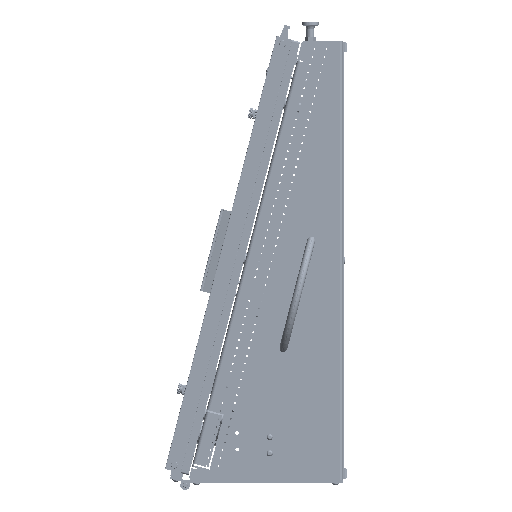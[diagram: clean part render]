
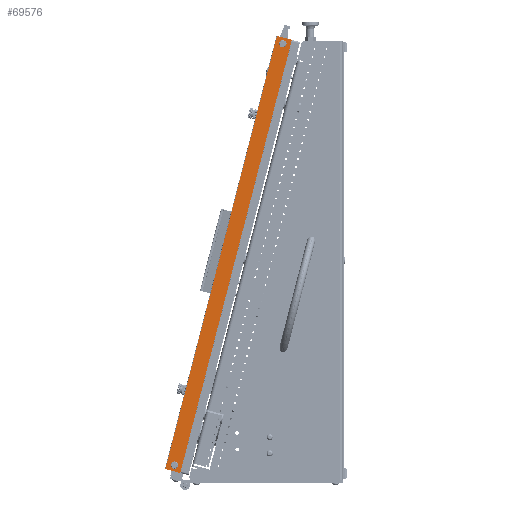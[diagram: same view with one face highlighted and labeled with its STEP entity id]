
A CAD part, left-side view. The second image highlights one B-rep face of the part: STEP entity #69576.
In plain terms, the highlighted face is planar.
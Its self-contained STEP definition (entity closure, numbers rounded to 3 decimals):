
#2945 = ORIENTED_EDGE ( 'NONE', *, *, #65958, .T. ) ;
#4055 = CARTESIAN_POINT ( 'NONE',  ( 15., 10., -538. ) ) ;
#5406 = CARTESIAN_POINT ( 'NONE',  ( 15., 10., -7.5 ) ) ;
#5796 = DIRECTION ( 'NONE',  ( 1., 0., 0. ) ) ;
#7698 = DIRECTION ( 'NONE',  ( 0., 0., -1. ) ) ;
#8591 = VERTEX_POINT ( 'NONE', #85363 ) ;
#9006 = ORIENTED_EDGE ( 'NONE', *, *, #46548, .F. ) ;
#9907 = VERTEX_POINT ( 'NONE', #4055 ) ;
#12631 = DIRECTION ( 'NONE',  ( 0., 0., -1. ) ) ;
#12856 = VERTEX_POINT ( 'NONE', #97059 ) ;
#16419 = CARTESIAN_POINT ( 'NONE',  ( 15., 19.5, -550. ) ) ;
#20287 = CARTESIAN_POINT ( 'NONE',  ( 15., 10., -542.5 ) ) ;
#20802 = FACE_BOUND ( 'NONE', #82120, .T. ) ;
#21967 = VECTOR ( 'NONE', #83502, 1000. ) ;
#24180 = CARTESIAN_POINT ( 'NONE',  ( 15., 10., -542.5 ) ) ;
#28346 = FACE_BOUND ( 'NONE', #114933, .T. ) ;
#32182 = ORIENTED_EDGE ( 'NONE', *, *, #97380, .F. ) ;
#32923 = CARTESIAN_POINT ( 'NONE',  ( 15., 0.5, -550. ) ) ;
#33184 = ORIENTED_EDGE ( 'NONE', *, *, #39728, .T. ) ;
#33803 = AXIS2_PLACEMENT_3D ( 'NONE', #24180, #5796, #33910 ) ;
#33910 = DIRECTION ( 'NONE',  ( 0., 0., -1. ) ) ;
#34900 = DIRECTION ( 'NONE',  ( 0., 0., 1. ) ) ;
#36174 = AXIS2_PLACEMENT_3D ( 'NONE', #69643, #107627, #12631 ) ;
#36213 = PLANE ( 'NONE',  #106900 ) ;
#37810 = VECTOR ( 'NONE', #34900, 1000. ) ;
#39118 = ORIENTED_EDGE ( 'NONE', *, *, #75279, .T. ) ;
#39728 = EDGE_CURVE ( 'NONE', #55004, #44554, #88591, .T. ) ;
#40909 = DIRECTION ( 'NONE',  ( 0., 0., -1. ) ) ;
#42539 = DIRECTION ( 'NONE',  ( 0., 0., -1. ) ) ;
#43048 = EDGE_LOOP ( 'NONE', ( #39118, #33184, #9006, #2945 ) ) ;
#44554 = VERTEX_POINT ( 'NONE', #102966 ) ;
#46548 = EDGE_CURVE ( 'NONE', #92035, #44554, #119671, .T. ) ;
#47603 = LINE ( 'NONE', #113584, #21967 ) ;
#51557 = DIRECTION ( 'NONE',  ( 0., 1., 0. ) ) ;
#51593 = ORIENTED_EDGE ( 'NONE', *, *, #89545, .F. ) ;
#53341 = CIRCLE ( 'NONE', #33803, 4.5 ) ;
#53357 = VERTEX_POINT ( 'NONE', #65241 ) ;
#55004 = VERTEX_POINT ( 'NONE', #105656 ) ;
#58372 = ORIENTED_EDGE ( 'NONE', *, *, #86842, .F. ) ;
#59901 = FACE_OUTER_BOUND ( 'NONE', #43048, .T. ) ;
#65241 = CARTESIAN_POINT ( 'NONE',  ( 15., 0.5, -550. ) ) ;
#65958 = EDGE_CURVE ( 'NONE', #92035, #53357, #81700, .T. ) ;
#66188 = CIRCLE ( 'NONE', #88180, 4.5 ) ;
#67973 = ORIENTED_EDGE ( 'NONE', *, *, #113453, .F. ) ;
#69576 = ADVANCED_FACE ( 'NONE', ( #28346, #20802, #59901 ), #36213, .T. ) ;
#69643 = CARTESIAN_POINT ( 'NONE',  ( 15., 10., -7.5 ) ) ;
#70288 = AXIS2_PLACEMENT_3D ( 'NONE', #20287, #78527, #40909 ) ;
#72435 = DIRECTION ( 'NONE',  ( 1., 0., 0. ) ) ;
#73262 = VECTOR ( 'NONE', #51557, 1000. ) ;
#74168 = CARTESIAN_POINT ( 'NONE',  ( 15., 0.5, 0. ) ) ;
#75279 = EDGE_CURVE ( 'NONE', #53357, #55004, #47603, .T. ) ;
#78527 = DIRECTION ( 'NONE',  ( 1., 0., 0. ) ) ;
#81298 = CIRCLE ( 'NONE', #36174, 4.5 ) ;
#81700 = LINE ( 'NONE', #32923, #84714 ) ;
#82120 = EDGE_LOOP ( 'NONE', ( #51593, #67973 ) ) ;
#83020 = VERTEX_POINT ( 'NONE', #118634 ) ;
#83502 = DIRECTION ( 'NONE',  ( 0., 1., 0. ) ) ;
#84714 = VECTOR ( 'NONE', #42539, 1000. ) ;
#85363 = CARTESIAN_POINT ( 'NONE',  ( 15., 10., -3. ) ) ;
#86842 = EDGE_CURVE ( 'NONE', #9907, #83020, #95053, .T. ) ;
#88180 = AXIS2_PLACEMENT_3D ( 'NONE', #5406, #72435, #112479 ) ;
#88591 = LINE ( 'NONE', #16419, #37810 ) ;
#89545 = EDGE_CURVE ( 'NONE', #12856, #8591, #66188, .T. ) ;
#92035 = VERTEX_POINT ( 'NONE', #74168 ) ;
#95053 = CIRCLE ( 'NONE', #70288, 4.5 ) ;
#97059 = CARTESIAN_POINT ( 'NONE',  ( 15., 10., -12. ) ) ;
#97380 = EDGE_CURVE ( 'NONE', #83020, #9907, #53341, .T. ) ;
#102966 = CARTESIAN_POINT ( 'NONE',  ( 15., 19.5, 0. ) ) ;
#105656 = CARTESIAN_POINT ( 'NONE',  ( 15., 19.5, -550. ) ) ;
#106900 = AXIS2_PLACEMENT_3D ( 'NONE', #111446, #111856, #7698 ) ;
#107627 = DIRECTION ( 'NONE',  ( 1., 0., 0. ) ) ;
#111446 = CARTESIAN_POINT ( 'NONE',  ( 15., 0., -550. ) ) ;
#111856 = DIRECTION ( 'NONE',  ( 1., 0., 0. ) ) ;
#112479 = DIRECTION ( 'NONE',  ( 0., 0., -1. ) ) ;
#113453 = EDGE_CURVE ( 'NONE', #8591, #12856, #81298, .T. ) ;
#113584 = CARTESIAN_POINT ( 'NONE',  ( 15., 0., -550. ) ) ;
#114933 = EDGE_LOOP ( 'NONE', ( #32182, #58372 ) ) ;
#118634 = CARTESIAN_POINT ( 'NONE',  ( 15., 10., -547. ) ) ;
#119595 = CARTESIAN_POINT ( 'NONE',  ( 15., 0., 0. ) ) ;
#119671 = LINE ( 'NONE', #119595, #73262 ) ;
